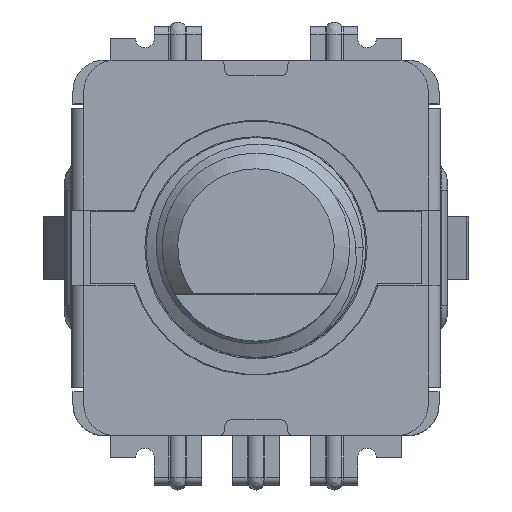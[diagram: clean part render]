
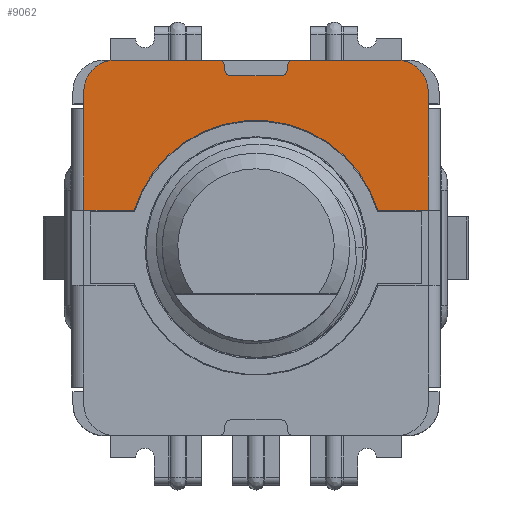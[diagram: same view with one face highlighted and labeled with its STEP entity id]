
A CAD part, top view. The second image highlights one B-rep face of the part: STEP entity #9062.
In plain terms, the highlighted planar face has unit normal (0, 0, 1).
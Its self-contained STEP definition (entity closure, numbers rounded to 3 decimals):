
#307=PLANE('',#9705);
#575=FACE_OUTER_BOUND('',#1110,.T.);
#1110=EDGE_LOOP('',(#6545,#6546,#6547,#6548,#6549,#6550,#6551,#6552,#6553,
#6554,#6555,#6556,#6557,#6558,#6559,#6560));
#1670=LINE('',#14551,#2511);
#1702=LINE('',#14663,#2543);
#1707=LINE('',#14678,#2548);
#1715=LINE('',#14714,#2556);
#1718=LINE('',#14722,#2559);
#1721=LINE('',#14730,#2562);
#1724=LINE('',#14738,#2565);
#1727=LINE('',#14746,#2568);
#1743=LINE('',#14834,#2584);
#2511=VECTOR('',#10864,1000.);
#2543=VECTOR('',#10952,1000.);
#2548=VECTOR('',#10965,1000.);
#2556=VECTOR('',#10987,1000.);
#2559=VECTOR('',#10996,1000.);
#2562=VECTOR('',#11005,1000.);
#2565=VECTOR('',#11014,1000.);
#2568=VECTOR('',#11023,1000.);
#2584=VECTOR('',#11089,1000.);
#3315=CIRCLE('',#9659,4.075);
#3319=CIRCLE('',#9667,1.);
#3320=CIRCLE('',#9670,0.2);
#3321=CIRCLE('',#9673,0.2);
#3322=CIRCLE('',#9676,0.2);
#3323=CIRCLE('',#9679,0.2);
#3324=CIRCLE('',#9682,1.);
#3866=VERTEX_POINT('',#14549);
#3867=VERTEX_POINT('',#14550);
#3891=VERTEX_POINT('',#14661);
#3892=VERTEX_POINT('',#14665);
#3897=VERTEX_POINT('',#14676);
#3899=VERTEX_POINT('',#14690);
#3903=VERTEX_POINT('',#14709);
#3904=VERTEX_POINT('',#14713);
#3905=VERTEX_POINT('',#14717);
#3906=VERTEX_POINT('',#14721);
#3907=VERTEX_POINT('',#14725);
#3908=VERTEX_POINT('',#14729);
#3909=VERTEX_POINT('',#14733);
#3910=VERTEX_POINT('',#14737);
#3911=VERTEX_POINT('',#14741);
#3912=VERTEX_POINT('',#14745);
#4790=EDGE_CURVE('',#3866,#3867,#1670,.T.);
#4835=EDGE_CURVE('',#3891,#3866,#1702,.T.);
#4837=EDGE_CURVE('',#3891,#3892,#3315,.T.);
#4842=EDGE_CURVE('',#3897,#3892,#1707,.T.);
#4853=EDGE_CURVE('',#3903,#3899,#3319,.T.);
#4854=EDGE_CURVE('',#3904,#3903,#1715,.T.);
#4856=EDGE_CURVE('',#3905,#3904,#3320,.T.);
#4858=EDGE_CURVE('',#3906,#3905,#1718,.T.);
#4861=EDGE_CURVE('',#3906,#3907,#3321,.T.);
#4862=EDGE_CURVE('',#3908,#3907,#1721,.T.);
#4865=EDGE_CURVE('',#3908,#3909,#3322,.T.);
#4866=EDGE_CURVE('',#3910,#3909,#1724,.T.);
#4868=EDGE_CURVE('',#3911,#3910,#3323,.T.);
#4870=EDGE_CURVE('',#3912,#3911,#1727,.T.);
#4872=EDGE_CURVE('',#3867,#3912,#3324,.T.);
#4897=EDGE_CURVE('',#3899,#3897,#1743,.T.);
#6545=ORIENTED_EDGE('',*,*,#4790,.F.);
#6546=ORIENTED_EDGE('',*,*,#4835,.F.);
#6547=ORIENTED_EDGE('',*,*,#4837,.T.);
#6548=ORIENTED_EDGE('',*,*,#4842,.F.);
#6549=ORIENTED_EDGE('',*,*,#4897,.F.);
#6550=ORIENTED_EDGE('',*,*,#4853,.F.);
#6551=ORIENTED_EDGE('',*,*,#4854,.F.);
#6552=ORIENTED_EDGE('',*,*,#4856,.F.);
#6553=ORIENTED_EDGE('',*,*,#4858,.F.);
#6554=ORIENTED_EDGE('',*,*,#4861,.T.);
#6555=ORIENTED_EDGE('',*,*,#4862,.F.);
#6556=ORIENTED_EDGE('',*,*,#4865,.T.);
#6557=ORIENTED_EDGE('',*,*,#4866,.F.);
#6558=ORIENTED_EDGE('',*,*,#4868,.F.);
#6559=ORIENTED_EDGE('',*,*,#4870,.F.);
#6560=ORIENTED_EDGE('',*,*,#4872,.F.);
#9062=ADVANCED_FACE('',(#575),#307,.F.);
#9659=AXIS2_PLACEMENT_3D('',#14667,#10956,#10957);
#9667=AXIS2_PLACEMENT_3D('',#14711,#10983,#10984);
#9670=AXIS2_PLACEMENT_3D('',#14718,#10991,#10992);
#9673=AXIS2_PLACEMENT_3D('',#14727,#11001,#11002);
#9676=AXIS2_PLACEMENT_3D('',#14735,#11010,#11011);
#9679=AXIS2_PLACEMENT_3D('',#14742,#11018,#11019);
#9682=AXIS2_PLACEMENT_3D('',#14749,#11027,#11028);
#9705=AXIS2_PLACEMENT_3D('',#14833,#11087,#11088);
#10864=DIRECTION('',(0.,1.,0.));
#10952=DIRECTION('',(-1.,0.,0.));
#10956=DIRECTION('center_axis',(0.,0.,-1.));
#10957=DIRECTION('ref_axis',(-1.,0.,0.));
#10965=DIRECTION('',(-1.,0.,0.));
#10983=DIRECTION('center_axis',(0.,0.,-1.));
#10984=DIRECTION('ref_axis',(-1.,0.,0.));
#10987=DIRECTION('',(1.,0.,0.));
#10991=DIRECTION('center_axis',(0.,0.,-1.));
#10992=DIRECTION('ref_axis',(-1.,0.,0.));
#10996=DIRECTION('',(0.,1.,0.));
#11001=DIRECTION('center_axis',(0.,0.,-1.));
#11002=DIRECTION('ref_axis',(-1.,0.,0.));
#11005=DIRECTION('',(1.,0.,0.));
#11010=DIRECTION('center_axis',(0.,0.,-1.));
#11011=DIRECTION('ref_axis',(-1.,0.,0.));
#11014=DIRECTION('',(0.,-1.,0.));
#11018=DIRECTION('center_axis',(0.,0.,-1.));
#11019=DIRECTION('ref_axis',(-1.,0.,0.));
#11023=DIRECTION('',(1.,0.,0.));
#11027=DIRECTION('center_axis',(0.,0.,-1.));
#11028=DIRECTION('ref_axis',(-1.,0.,0.));
#11087=DIRECTION('center_axis',(0.,0.,-1.));
#11088=DIRECTION('ref_axis',(-1.,0.,0.));
#11089=DIRECTION('',(0.,-1.,0.));
#14549=CARTESIAN_POINT('',(-5.498,1.2,6.5));
#14550=CARTESIAN_POINT('',(-5.498,5.063,6.5));
#14551=CARTESIAN_POINT('',(-5.498,5.063,6.5));
#14661=CARTESIAN_POINT('',(-3.894,1.2,6.5));
#14663=CARTESIAN_POINT('',(-3.894,1.2,6.5));
#14665=CARTESIAN_POINT('',(3.894,1.2,6.5));
#14667=CARTESIAN_POINT('Origin',(0.,0.,6.5));
#14676=CARTESIAN_POINT('',(5.498,1.2,6.5));
#14678=CARTESIAN_POINT('',(5.94,1.2,6.5));
#14690=CARTESIAN_POINT('',(5.498,5.063,6.5));
#14709=CARTESIAN_POINT('',(4.5,6.,6.5));
#14711=CARTESIAN_POINT('Origin',(4.5,5.,6.5));
#14713=CARTESIAN_POINT('',(1.2,6.,6.5));
#14714=CARTESIAN_POINT('',(1.2,6.,6.5));
#14717=CARTESIAN_POINT('',(1.,5.8,6.5));
#14718=CARTESIAN_POINT('Origin',(1.2,5.8,6.5));
#14721=CARTESIAN_POINT('',(1.,5.7,6.5));
#14722=CARTESIAN_POINT('',(1.,5.7,6.5));
#14725=CARTESIAN_POINT('',(0.8,5.5,6.5));
#14727=CARTESIAN_POINT('Origin',(0.8,5.7,6.5));
#14729=CARTESIAN_POINT('',(-0.8,5.5,6.5));
#14730=CARTESIAN_POINT('',(-0.8,5.5,6.5));
#14733=CARTESIAN_POINT('',(-1.,5.7,6.5));
#14735=CARTESIAN_POINT('Origin',(-0.8,5.7,6.5));
#14737=CARTESIAN_POINT('',(-1.,5.8,6.5));
#14738=CARTESIAN_POINT('',(-1.,5.8,6.5));
#14741=CARTESIAN_POINT('',(-1.2,6.,6.5));
#14742=CARTESIAN_POINT('Origin',(-1.2,5.8,6.5));
#14745=CARTESIAN_POINT('',(-4.5,6.,6.5));
#14746=CARTESIAN_POINT('',(-4.5,6.,6.5));
#14749=CARTESIAN_POINT('Origin',(-4.5,5.,6.5));
#14833=CARTESIAN_POINT('Origin',(-14.55,0.,6.5));
#14834=CARTESIAN_POINT('',(5.498,0.,6.5));
